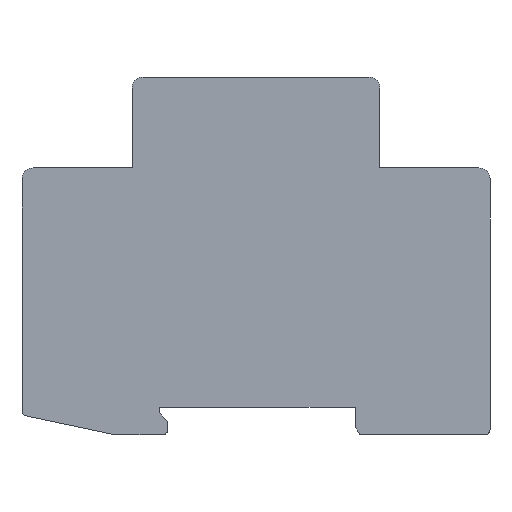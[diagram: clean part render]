
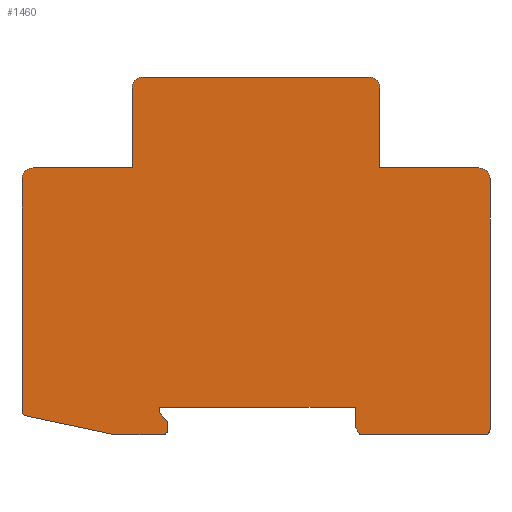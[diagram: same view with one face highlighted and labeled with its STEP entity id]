
A CAD part, left-side view. The second image highlights one B-rep face of the part: STEP entity #1460.
In plain terms, the highlighted planar face has unit normal (-1, 0, 0).
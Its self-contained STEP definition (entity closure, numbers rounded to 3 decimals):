
#20=CIRCLE('',#1531,2.);
#25=CIRCLE('',#1539,2.);
#27=CIRCLE('',#1542,1.);
#29=CIRCLE('',#1546,0.5);
#31=CIRCLE('',#1555,1.);
#33=CIRCLE('',#1560,1.);
#35=CIRCLE('',#1564,2.);
#40=CIRCLE('',#1572,2.);
#248=ORIENTED_EDGE('',*,*,#519,.F.);
#249=ORIENTED_EDGE('',*,*,#602,.F.);
#250=ORIENTED_EDGE('',*,*,#599,.F.);
#251=ORIENTED_EDGE('',*,*,#596,.F.);
#252=ORIENTED_EDGE('',*,*,#590,.F.);
#253=ORIENTED_EDGE('',*,*,#587,.F.);
#254=ORIENTED_EDGE('',*,*,#573,.F.);
#255=ORIENTED_EDGE('',*,*,#570,.F.);
#256=ORIENTED_EDGE('',*,*,#567,.F.);
#257=ORIENTED_EDGE('',*,*,#564,.F.);
#258=ORIENTED_EDGE('',*,*,#561,.F.);
#259=ORIENTED_EDGE('',*,*,#558,.F.);
#260=ORIENTED_EDGE('',*,*,#555,.F.);
#261=ORIENTED_EDGE('',*,*,#552,.F.);
#262=ORIENTED_EDGE('',*,*,#549,.F.);
#263=ORIENTED_EDGE('',*,*,#546,.F.);
#264=ORIENTED_EDGE('',*,*,#543,.F.);
#265=ORIENTED_EDGE('',*,*,#540,.F.);
#266=ORIENTED_EDGE('',*,*,#537,.F.);
#267=ORIENTED_EDGE('',*,*,#508,.F.);
#268=ORIENTED_EDGE('',*,*,#535,.F.);
#269=ORIENTED_EDGE('',*,*,#532,.F.);
#270=ORIENTED_EDGE('',*,*,#526,.F.);
#271=ORIENTED_EDGE('',*,*,#523,.F.);
#508=EDGE_CURVE('',#710,#711,#852,.T.);
#519=EDGE_CURVE('',#720,#721,#863,.T.);
#523=EDGE_CURVE('',#721,#724,#20,.T.);
#526=EDGE_CURVE('',#724,#726,#868,.T.);
#532=EDGE_CURVE('',#726,#731,#871,.T.);
#535=EDGE_CURVE('',#731,#710,#25,.T.);
#537=EDGE_CURVE('',#711,#733,#27,.T.);
#540=EDGE_CURVE('',#733,#735,#875,.T.);
#543=EDGE_CURVE('',#735,#737,#29,.T.);
#546=EDGE_CURVE('',#737,#739,#879,.T.);
#549=EDGE_CURVE('',#739,#741,#882,.T.);
#552=EDGE_CURVE('',#741,#743,#885,.T.);
#555=EDGE_CURVE('',#743,#745,#888,.T.);
#558=EDGE_CURVE('',#745,#747,#891,.T.);
#561=EDGE_CURVE('',#747,#749,#894,.T.);
#564=EDGE_CURVE('',#749,#751,#31,.T.);
#567=EDGE_CURVE('',#751,#753,#898,.T.);
#570=EDGE_CURVE('',#753,#755,#901,.T.);
#573=EDGE_CURVE('',#755,#757,#33,.T.);
#587=EDGE_CURVE('',#757,#769,#916,.T.);
#590=EDGE_CURVE('',#769,#771,#35,.T.);
#596=EDGE_CURVE('',#771,#776,#920,.T.);
#599=EDGE_CURVE('',#776,#778,#923,.T.);
#602=EDGE_CURVE('',#778,#720,#40,.T.);
#710=VERTEX_POINT('',#2107);
#711=VERTEX_POINT('',#2108);
#720=VERTEX_POINT('',#2129);
#721=VERTEX_POINT('',#2130);
#724=VERTEX_POINT('',#2138);
#726=VERTEX_POINT('',#2144);
#731=VERTEX_POINT('',#2156);
#733=VERTEX_POINT('',#2165);
#735=VERTEX_POINT('',#2171);
#737=VERTEX_POINT('',#2177);
#739=VERTEX_POINT('',#2183);
#741=VERTEX_POINT('',#2189);
#743=VERTEX_POINT('',#2195);
#745=VERTEX_POINT('',#2201);
#747=VERTEX_POINT('',#2207);
#749=VERTEX_POINT('',#2213);
#751=VERTEX_POINT('',#2219);
#753=VERTEX_POINT('',#2225);
#755=VERTEX_POINT('',#2231);
#757=VERTEX_POINT('',#2237);
#769=VERTEX_POINT('',#2264);
#771=VERTEX_POINT('',#2270);
#776=VERTEX_POINT('',#2282);
#778=VERTEX_POINT('',#2288);
#852=LINE('',#2106,#1020);
#863=LINE('',#2128,#1031);
#868=LINE('',#2143,#1036);
#871=LINE('',#2155,#1039);
#875=LINE('',#2170,#1043);
#879=LINE('',#2182,#1047);
#882=LINE('',#2188,#1050);
#885=LINE('',#2194,#1053);
#888=LINE('',#2200,#1056);
#891=LINE('',#2206,#1059);
#894=LINE('',#2212,#1062);
#898=LINE('',#2224,#1066);
#901=LINE('',#2230,#1069);
#916=LINE('',#2263,#1084);
#920=LINE('',#2281,#1088);
#923=LINE('',#2287,#1091);
#1020=VECTOR('',#1685,1000.);
#1031=VECTOR('',#1698,1000.);
#1036=VECTOR('',#1711,1000.);
#1039=VECTOR('',#1722,1000.);
#1043=VECTOR('',#1740,1000.);
#1047=VECTOR('',#1752,1000.);
#1050=VECTOR('',#1757,1000.);
#1053=VECTOR('',#1762,1000.);
#1056=VECTOR('',#1767,1000.);
#1059=VECTOR('',#1772,1000.);
#1062=VECTOR('',#1777,1000.);
#1066=VECTOR('',#1789,1000.);
#1069=VECTOR('',#1794,1000.);
#1084=VECTOR('',#1817,1000.);
#1088=VECTOR('',#1835,1000.);
#1091=VECTOR('',#1840,1000.);
#1202=EDGE_LOOP('',(#248,#249,#250,#251,#252,#253,#254,#255,#256,#257,#258,
#259,#260,#261,#262,#263,#264,#265,#266,#267,#268,#269,#270,#271));
#1304=FACE_BOUND('',#1202,.T.);
#1386=PLANE('',#1575);
#1460=ADVANCED_FACE('',(#1304),#1386,.F.);
#1531=AXIS2_PLACEMENT_3D('',#2137,#1704,#1705);
#1539=AXIS2_PLACEMENT_3D('',#2161,#1727,#1728);
#1542=AXIS2_PLACEMENT_3D('',#2164,#1733,#1734);
#1546=AXIS2_PLACEMENT_3D('',#2176,#1745,#1746);
#1555=AXIS2_PLACEMENT_3D('',#2218,#1782,#1783);
#1560=AXIS2_PLACEMENT_3D('',#2236,#1799,#1800);
#1564=AXIS2_PLACEMENT_3D('',#2269,#1822,#1823);
#1572=AXIS2_PLACEMENT_3D('',#2293,#1845,#1846);
#1575=AXIS2_PLACEMENT_3D('',#2296,#1851,#1852);
#1685=DIRECTION('',(0.,0.,-1.));
#1698=DIRECTION('',(0.,-1.,0.));
#1704=DIRECTION('',(1.,0.,0.));
#1705=DIRECTION('',(0.,0.,-1.));
#1711=DIRECTION('',(0.,0.,-1.));
#1722=DIRECTION('',(0.,-1.,0.));
#1727=DIRECTION('',(1.,0.,0.));
#1728=DIRECTION('',(0.,0.,-1.));
#1733=DIRECTION('',(1.,0.,0.));
#1734=DIRECTION('',(0.,0.,-1.));
#1740=DIRECTION('',(0.,1.,0.));
#1745=DIRECTION('',(1.,0.,0.));
#1746=DIRECTION('',(0.,0.,-1.));
#1752=DIRECTION('',(0.,0.5,0.866));
#1757=DIRECTION('',(0.,0.,1.));
#1762=DIRECTION('',(0.,1.,0.));
#1767=DIRECTION('',(0.,0.,-1.));
#1772=DIRECTION('',(0.,-0.707,-0.707));
#1777=DIRECTION('',(0.,0.,-1.));
#1782=DIRECTION('',(1.,0.,0.));
#1783=DIRECTION('',(0.,0.,-1.));
#1789=DIRECTION('',(0.,1.,0.));
#1794=DIRECTION('',(0.,0.978,0.208));
#1799=DIRECTION('',(1.,0.,0.));
#1800=DIRECTION('',(0.,0.,-1.));
#1817=DIRECTION('',(0.,0.,1.));
#1822=DIRECTION('',(1.,0.,0.));
#1823=DIRECTION('',(0.,0.,-1.));
#1835=DIRECTION('',(0.,-1.,0.));
#1840=DIRECTION('',(0.,0.,1.));
#1845=DIRECTION('',(1.,0.,0.));
#1846=DIRECTION('',(0.,0.,-1.));
#1851=DIRECTION('',(1.,0.,0.));
#1852=DIRECTION('',(0.,0.,-1.));
#2106=CARTESIAN_POINT('',(0.,0.,46.5));
#2107=CARTESIAN_POINT('',(0.,0.,46.5));
#2108=CARTESIAN_POINT('',(0.,0.,1.));
#2128=CARTESIAN_POINT('',(0.,63.,65.));
#2129=CARTESIAN_POINT('',(0.,63.,65.));
#2130=CARTESIAN_POINT('',(0.,22.,65.));
#2137=CARTESIAN_POINT('',(0.,22.,63.));
#2138=CARTESIAN_POINT('',(0.,20.,63.));
#2143=CARTESIAN_POINT('',(0.,20.,63.));
#2144=CARTESIAN_POINT('',(0.,20.,48.5));
#2155=CARTESIAN_POINT('',(0.,20.,48.5));
#2156=CARTESIAN_POINT('',(0.,2.,48.5));
#2161=CARTESIAN_POINT('',(0.,2.,46.5));
#2164=CARTESIAN_POINT('',(0.,1.,1.));
#2165=CARTESIAN_POINT('',(0.,1.,0.));
#2170=CARTESIAN_POINT('',(0.,1.,0.));
#2171=CARTESIAN_POINT('',(0.,23.345,0.));
#2176=CARTESIAN_POINT('',(0.,23.345,0.5));
#2177=CARTESIAN_POINT('',(0.,23.778,0.25));
#2182=CARTESIAN_POINT('',(0.,23.778,0.25));
#2183=CARTESIAN_POINT('',(0.,24.5,1.5));
#2188=CARTESIAN_POINT('',(0.,24.5,1.5));
#2189=CARTESIAN_POINT('',(0.,24.5,5.));
#2194=CARTESIAN_POINT('',(0.,24.5,5.));
#2195=CARTESIAN_POINT('',(0.,60.,5.));
#2200=CARTESIAN_POINT('',(0.,60.,5.));
#2201=CARTESIAN_POINT('',(0.,60.,4.));
#2206=CARTESIAN_POINT('',(0.,60.,4.));
#2207=CARTESIAN_POINT('',(0.,58.5,2.5));
#2212=CARTESIAN_POINT('',(0.,58.5,2.5));
#2213=CARTESIAN_POINT('',(0.,58.5,1.));
#2218=CARTESIAN_POINT('',(0.,59.5,1.));
#2219=CARTESIAN_POINT('',(0.,59.5,0.));
#2224=CARTESIAN_POINT('',(0.,59.5,0.));
#2225=CARTESIAN_POINT('',(0.,68.,0.));
#2230=CARTESIAN_POINT('',(0.,68.,0.));
#2231=CARTESIAN_POINT('',(0.,84.208,3.445));
#2236=CARTESIAN_POINT('',(0.,84.,4.423));
#2237=CARTESIAN_POINT('',(0.,85.,4.423));
#2263=CARTESIAN_POINT('',(0.,85.,4.423));
#2264=CARTESIAN_POINT('',(0.,85.,46.5));
#2269=CARTESIAN_POINT('',(0.,83.,46.5));
#2270=CARTESIAN_POINT('',(0.,83.,48.5));
#2281=CARTESIAN_POINT('',(0.,83.,48.5));
#2282=CARTESIAN_POINT('',(0.,65.,48.5));
#2287=CARTESIAN_POINT('',(0.,65.,48.5));
#2288=CARTESIAN_POINT('',(0.,65.,63.));
#2293=CARTESIAN_POINT('',(0.,63.,63.));
#2296=CARTESIAN_POINT('',(0.,22.,63.));
